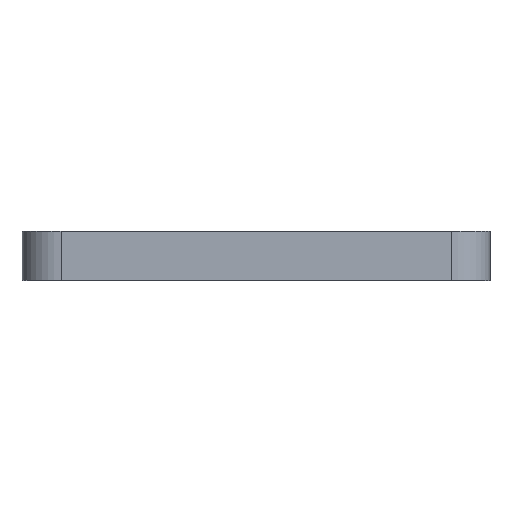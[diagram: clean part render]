
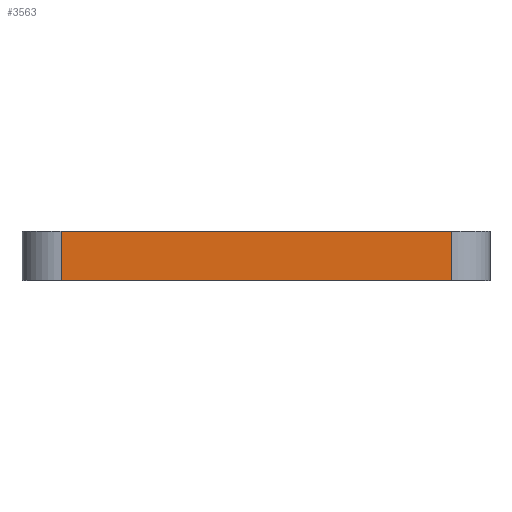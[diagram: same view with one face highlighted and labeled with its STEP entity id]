
A CAD part, top view. The second image highlights one B-rep face of the part: STEP entity #3563.
In plain terms, the highlighted planar face has unit normal (0, 0, 1).
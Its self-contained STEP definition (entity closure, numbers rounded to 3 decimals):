
#717 = EDGE_LOOP ( 'NONE', ( #6245, #6312, #6249, #6151 ) ) ;
#3563 = ADVANCED_FACE ( 'NONE', ( #13526 ), #14151, .T. ) ;
#6151 = ORIENTED_EDGE ( 'NONE', *, *, #15918, .T. ) ;
#6245 = ORIENTED_EDGE ( 'NONE', *, *, #15922, .F. ) ;
#6249 = ORIENTED_EDGE ( 'NONE', *, *, #15917, .F. ) ;
#6312 = ORIENTED_EDGE ( 'NONE', *, *, #15921, .F. ) ;
#10475 = VERTEX_POINT ( 'NONE', #14269 ) ;
#10476 = VERTEX_POINT ( 'NONE', #14270 ) ;
#10478 = VERTEX_POINT ( 'NONE', #14271 ) ;
#10479 = VERTEX_POINT ( 'NONE', #14272 ) ;
#12128 = AXIS2_PLACEMENT_3D ( 'NONE', #14150, #14153, #14154 ) ;
#13526 = FACE_OUTER_BOUND ( 'NONE', #717, .T. ) ;
#14150 = CARTESIAN_POINT ( 'NONE',  ( -66.141, -5.8, 30. ) ) ;
#14151 = PLANE ( 'NONE',  #12128 ) ;
#14153 = DIRECTION ( 'NONE',  ( 0., 0., 1. ) ) ;
#14154 = DIRECTION ( 'NONE',  ( 1., 0., 0. ) ) ;
#14269 = CARTESIAN_POINT ( 'NONE',  ( 25., 0., 30. ) ) ;
#14270 = CARTESIAN_POINT ( 'NONE',  ( 25., -6.3, 30. ) ) ;
#14271 = CARTESIAN_POINT ( 'NONE',  ( -25., 0., 30. ) ) ;
#14272 = CARTESIAN_POINT ( 'NONE',  ( -25., -6.3, 30. ) ) ;
#14670 = CARTESIAN_POINT ( 'NONE',  ( 25., -6.3, 30. ) ) ;
#14672 = DIRECTION ( 'NONE',  ( -1., 0., 0. ) ) ;
#14673 = CARTESIAN_POINT ( 'NONE',  ( -66.141, 0., 30. ) ) ;
#14674 = CARTESIAN_POINT ( 'NONE',  ( 25., -5.8, 30. ) ) ;
#14675 = DIRECTION ( 'NONE',  ( 0., 1., 0. ) ) ;
#14681 = CARTESIAN_POINT ( 'NONE',  ( -25., -5.8, 30. ) ) ;
#14682 = DIRECTION ( 'NONE',  ( 0., 1., 0. ) ) ;
#14684 = DIRECTION ( 'NONE',  ( 1., 0., 0. ) ) ;
#14990 = LINE ( 'NONE', #14670, #15005 ) ;
#15005 = VECTOR ( 'NONE', #14672, 1000. ) ;
#15007 = LINE ( 'NONE', #14674, #15008 ) ;
#15008 = VECTOR ( 'NONE', #14675, 1000. ) ;
#15011 = LINE ( 'NONE', #14673, #15015 ) ;
#15013 = LINE ( 'NONE', #14681, #15014 ) ;
#15014 = VECTOR ( 'NONE', #14682, 1000. ) ;
#15015 = VECTOR ( 'NONE', #14684, 1000. ) ;
#15917 = EDGE_CURVE ( 'NONE', #10476, #10479, #14990, .T. ) ;
#15918 = EDGE_CURVE ( 'NONE', #10476, #10475, #15007, .T. ) ;
#15921 = EDGE_CURVE ( 'NONE', #10479, #10478, #15013, .T. ) ;
#15922 = EDGE_CURVE ( 'NONE', #10478, #10475, #15011, .T. ) ;
